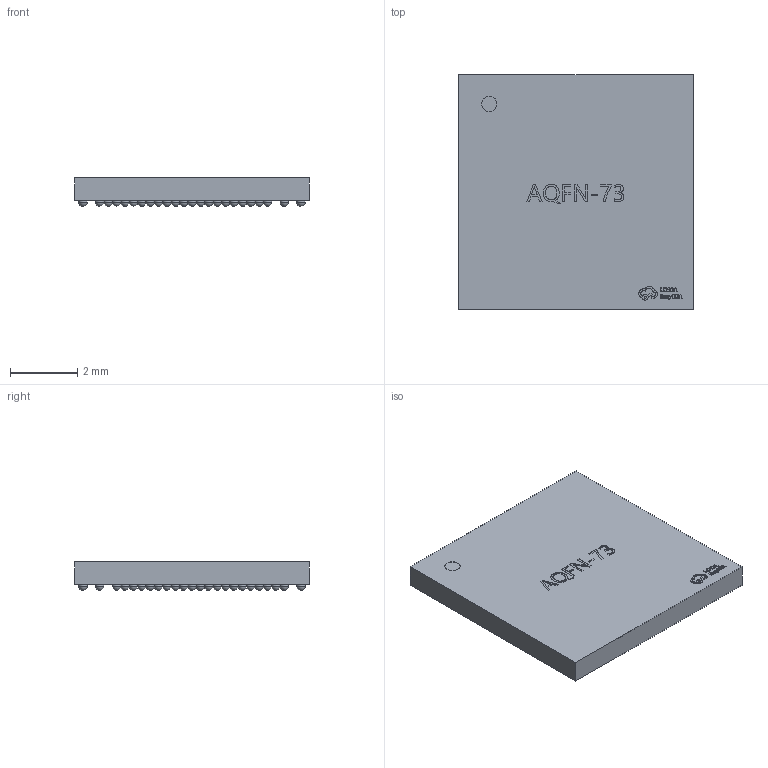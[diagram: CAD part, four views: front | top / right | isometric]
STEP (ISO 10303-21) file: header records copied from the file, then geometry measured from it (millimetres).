
FILE_DESCRIPTION (( 'STEP AP214' ), '1' );
FILE_NAME ('AQFN-73_L7.0-W7.0-H0.9-P0.50.step', '2022-07-15T02:23:56', ( '' ), ( '' ), 'SwSTEP 2.0', 'SolidWorks 2020', '' );
FILE_SCHEMA (( 'AUTOMOTIVE_DESIGN' ));
Length unit declared in the file: millimetre
Products named in the file (1): AQFN-73_L7.0-W7.0-H0.9-P0.50
Bounding box: 7 x 7 x 0.86 mm (x, y, z)
Volume: 33.8 mm3; surface area: 124.9 mm2
Topology: 1 solids, 1 shells, 536 faces, 1637 edges, 1140 vertices
Faces by surface type: plane 246, sphere 146, bspline 142, cylinder 2
Entity records: 25071 total; most frequent: CARTESIAN_POINT 6658, ORIENTED_EDGE 2690, DIRECTION 2143, EDGE_CURVE 1345, VERTEX_POINT 994, VECTOR 761, LINE 761, EDGE_LOOP 719
